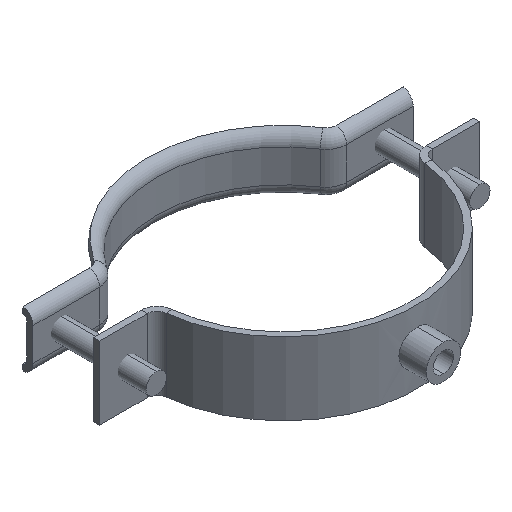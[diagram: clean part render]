
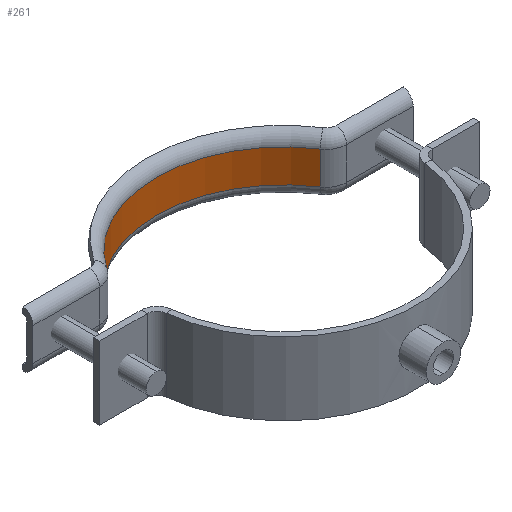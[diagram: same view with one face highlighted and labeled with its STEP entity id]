
A CAD part, isometric view. The second image highlights one B-rep face of the part: STEP entity #261.
In plain terms, the highlighted cylindrical face has radius 31.5 mm (diameter 63 mm), a partial arc.
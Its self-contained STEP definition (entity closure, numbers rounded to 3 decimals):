
#35 = DIRECTION ( 'NONE',  ( -1., 0., 0. ) ) ;
#41 = DIRECTION ( 'NONE',  ( 0., 0., -1. ) ) ;
#44 = CARTESIAN_POINT ( 'NONE',  ( 0., -31.5, -4.061 ) ) ;
#74 = VERTEX_POINT ( 'NONE', #2743 ) ;
#176 = VERTEX_POINT ( 'NONE', #2013 ) ;
#191 = AXIS2_PLACEMENT_3D ( 'NONE', #2141, #2139, #2125 ) ;
#261 = ADVANCED_FACE ( 'NONE', ( #1579 ), #1447, .F. ) ;
#444 = ORIENTED_EDGE ( 'NONE', *, *, #1223, .T. ) ;
#563 = AXIS2_PLACEMENT_3D ( 'NONE', #44, #41, #35 ) ;
#722 = DIRECTION ( 'NONE',  ( 0., 0., -1. ) ) ;
#886 = CARTESIAN_POINT ( 'NONE',  ( -26.35, -14.24, -4.061 ) ) ;
#903 = LINE ( 'NONE', #1144, #2004 ) ;
#1089 = ORIENTED_EDGE ( 'NONE', *, *, #1408, .F. ) ;
#1127 = CARTESIAN_POINT ( 'NONE',  ( -26.35, -14.24, -4.061 ) ) ;
#1144 = CARTESIAN_POINT ( 'NONE',  ( 26.35, -14.24, -4.061 ) ) ;
#1223 = EDGE_CURVE ( 'NONE', #2685, #74, #1883, .T. ) ;
#1385 = CIRCLE ( 'NONE', #191, 31.5 ) ;
#1408 = EDGE_CURVE ( 'NONE', #176, #1473, #1385, .T. ) ;
#1447 = CYLINDRICAL_SURFACE ( 'NONE', #1964, 31.5 ) ;
#1473 = VERTEX_POINT ( 'NONE', #1510 ) ;
#1490 = DIRECTION ( 'NONE',  ( 0., 0., -1. ) ) ;
#1510 = CARTESIAN_POINT ( 'NONE',  ( 26.35, -14.24, 4.061 ) ) ;
#1543 = DIRECTION ( 'NONE',  ( 0., 0., -1. ) ) ;
#1579 = FACE_OUTER_BOUND ( 'NONE', #2466, .T. ) ;
#1622 = CARTESIAN_POINT ( 'NONE',  ( 0., -31.5, 0. ) ) ;
#1686 = ORIENTED_EDGE ( 'NONE', *, *, #2166, .F. ) ;
#1694 = DIRECTION ( 'NONE',  ( -1., 0., 0. ) ) ;
#1883 = CIRCLE ( 'NONE', #563, 31.5 ) ;
#1964 = AXIS2_PLACEMENT_3D ( 'NONE', #1622, #1490, #1694 ) ;
#2004 = VECTOR ( 'NONE', #722, 1000. ) ;
#2007 = ORIENTED_EDGE ( 'NONE', *, *, #2599, .T. ) ;
#2013 = CARTESIAN_POINT ( 'NONE',  ( -26.35, -14.24, 4.061 ) ) ;
#2125 = DIRECTION ( 'NONE',  ( -1., 0., 0. ) ) ;
#2139 = DIRECTION ( 'NONE',  ( 0., 0., -1. ) ) ;
#2141 = CARTESIAN_POINT ( 'NONE',  ( 0., -31.5, 4.061 ) ) ;
#2166 = EDGE_CURVE ( 'NONE', #1473, #74, #903, .T. ) ;
#2190 = VECTOR ( 'NONE', #1543, 1000. ) ;
#2466 = EDGE_LOOP ( 'NONE', ( #2007, #444, #1686, #1089 ) ) ;
#2599 = EDGE_CURVE ( 'NONE', #176, #2685, #2805, .T. ) ;
#2685 = VERTEX_POINT ( 'NONE', #1127 ) ;
#2743 = CARTESIAN_POINT ( 'NONE',  ( 26.35, -14.24, -4.061 ) ) ;
#2805 = LINE ( 'NONE', #886, #2190 ) ;
